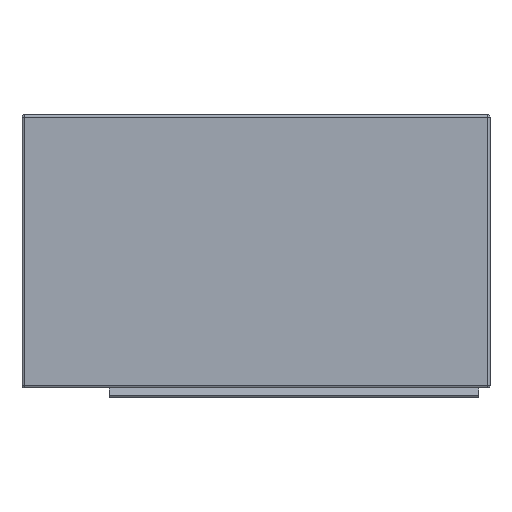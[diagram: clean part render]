
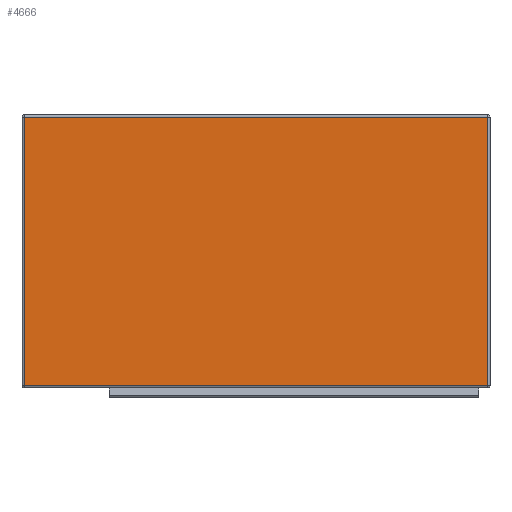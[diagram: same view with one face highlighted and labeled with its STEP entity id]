
A CAD part, front view. The second image highlights one B-rep face of the part: STEP entity #4666.
In plain terms, the highlighted planar face has unit normal (0, -1, 0).
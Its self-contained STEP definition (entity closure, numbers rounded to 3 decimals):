
#615 = FACE_OUTER_BOUND ( 'NONE', #5503, .T. ) ;
#886 = AXIS2_PLACEMENT_3D ( 'NONE', #1178, #1179, #1180 ) ;
#1177 = PLANE ( 'NONE',  #886 ) ;
#1178 = CARTESIAN_POINT ( 'NONE',  ( 102., -12.5, -29.75 ) ) ;
#1179 = DIRECTION ( 'NONE',  ( 0., 1., 0. ) ) ;
#1180 = DIRECTION ( 'NONE',  ( 0., 0., 1. ) ) ;
#3156 = CARTESIAN_POINT ( 'NONE',  ( 0.5, -12.5, 29.25 ) ) ;
#3157 = CARTESIAN_POINT ( 'NONE',  ( 0.5, -12.5, -29.25 ) ) ;
#3158 = CARTESIAN_POINT ( 'NONE',  ( 101.5, -12.5, -29.25 ) ) ;
#3159 = CARTESIAN_POINT ( 'NONE',  ( 101.5, -12.5, 29.25 ) ) ;
#3266 = LINE ( 'NONE', #3902, #3267 ) ;
#3267 = VECTOR ( 'NONE', #3903, 1000. ) ;
#3268 = LINE ( 'NONE', #3904, #3269 ) ;
#3269 = VECTOR ( 'NONE', #3905, 1000. ) ;
#3270 = LINE ( 'NONE', #3906, #3271 ) ;
#3271 = VECTOR ( 'NONE', #3907, 1000. ) ;
#3272 = LINE ( 'NONE', #3908, #3273 ) ;
#3273 = VECTOR ( 'NONE', #3909, 1000. ) ;
#3902 = CARTESIAN_POINT ( 'NONE',  ( 0.5, -12.5, -29.75 ) ) ;
#3903 = DIRECTION ( 'NONE',  ( 0., 0., -1. ) ) ;
#3904 = CARTESIAN_POINT ( 'NONE',  ( 102., -12.5, -29.25 ) ) ;
#3905 = DIRECTION ( 'NONE',  ( 1., 0., 0. ) ) ;
#3906 = CARTESIAN_POINT ( 'NONE',  ( 101.5, -12.5, -29.75 ) ) ;
#3907 = DIRECTION ( 'NONE',  ( 0., 0., 1. ) ) ;
#3908 = CARTESIAN_POINT ( 'NONE',  ( 102., -12.5, 29.25 ) ) ;
#3909 = DIRECTION ( 'NONE',  ( -1., 0., 0. ) ) ;
#4666 = ADVANCED_FACE ( 'NONE', ( #615 ), #1177, .F. ) ;
#5327 = VERTEX_POINT ( 'NONE', #3156 ) ;
#5328 = VERTEX_POINT ( 'NONE', #3157 ) ;
#5329 = VERTEX_POINT ( 'NONE', #3158 ) ;
#5330 = VERTEX_POINT ( 'NONE', #3159 ) ;
#5503 = EDGE_LOOP ( 'NONE', ( #5569, #5570, #5571, #5572 ) ) ;
#5569 = ORIENTED_EDGE ( 'NONE', *, *, #6252, .T. ) ;
#5570 = ORIENTED_EDGE ( 'NONE', *, *, #6253, .T. ) ;
#5571 = ORIENTED_EDGE ( 'NONE', *, *, #6254, .T. ) ;
#5572 = ORIENTED_EDGE ( 'NONE', *, *, #6255, .T. ) ;
#6252 = EDGE_CURVE ( 'NONE', #5327, #5328, #3266, .T. ) ;
#6253 = EDGE_CURVE ( 'NONE', #5328, #5329, #3268, .T. ) ;
#6254 = EDGE_CURVE ( 'NONE', #5329, #5330, #3270, .T. ) ;
#6255 = EDGE_CURVE ( 'NONE', #5330, #5327, #3272, .T. ) ;
